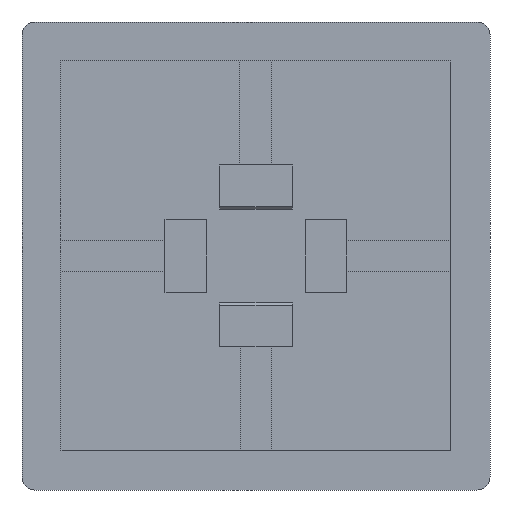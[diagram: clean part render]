
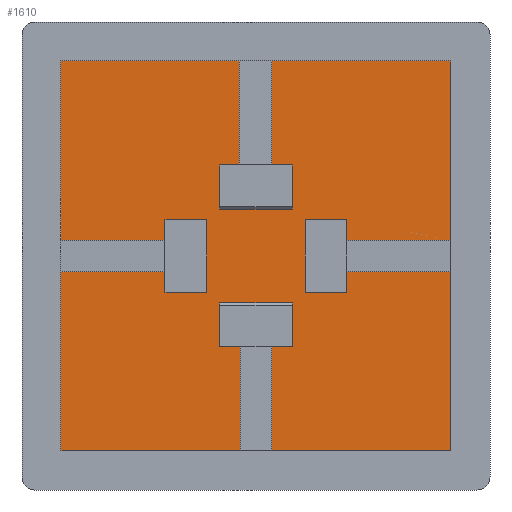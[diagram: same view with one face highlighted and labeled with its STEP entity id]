
A CAD part, front view. The second image highlights one B-rep face of the part: STEP entity #1610.
In plain terms, the highlighted planar face has unit normal (0, -1, 0).
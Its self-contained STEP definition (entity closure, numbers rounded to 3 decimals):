
#94=FACE_OUTER_BOUND('',#183,.T.);
#183=EDGE_LOOP('',(#1272,#1273,#1274,#1275,#1276,#1277,#1278,#1279,#1280,
#1281,#1282,#1283,#1284,#1285,#1286,#1287,#1288,#1289,#1290,#1291,#1292,
#1293,#1294,#1295,#1296,#1297,#1298,#1299,#1300,#1301,#1302,#1303,#1304,
#1305,#1306,#1307));
#313=LINE('',#2441,#524);
#317=LINE('',#2449,#528);
#320=LINE('',#2455,#531);
#324=LINE('',#2462,#535);
#326=LINE('',#2467,#537);
#330=LINE('',#2474,#541);
#331=LINE('',#2477,#542);
#335=LINE('',#2484,#546);
#336=LINE('',#2487,#547);
#337=LINE('',#2489,#548);
#338=LINE('',#2491,#549);
#339=LINE('',#2493,#550);
#340=LINE('',#2495,#551);
#341=LINE('',#2497,#552);
#342=LINE('',#2499,#553);
#343=LINE('',#2500,#554);
#344=LINE('',#2502,#555);
#345=LINE('',#2504,#556);
#346=LINE('',#2506,#557);
#347=LINE('',#2508,#558);
#348=LINE('',#2510,#559);
#349=LINE('',#2512,#560);
#350=LINE('',#2513,#561);
#351=LINE('',#2515,#562);
#352=LINE('',#2517,#563);
#353=LINE('',#2519,#564);
#354=LINE('',#2521,#565);
#355=LINE('',#2523,#566);
#356=LINE('',#2525,#567);
#357=LINE('',#2526,#568);
#358=LINE('',#2528,#569);
#359=LINE('',#2530,#570);
#360=LINE('',#2532,#571);
#361=LINE('',#2534,#572);
#362=LINE('',#2536,#573);
#363=LINE('',#2537,#574);
#524=VECTOR('',#1928,6.9);
#528=VECTOR('',#1932,6.9);
#531=VECTOR('',#1937,6.9);
#535=VECTOR('',#1941,6.9);
#537=VECTOR('',#1945,6.849);
#541=VECTOR('',#1949,6.9);
#542=VECTOR('',#1952,6.9);
#546=VECTOR('',#1956,6.9);
#547=VECTOR('',#1959,4.);
#548=VECTOR('',#1960,4.);
#549=VECTOR('',#1961,0.8);
#550=VECTOR('',#1962,1.6);
#551=VECTOR('',#1963,2.8);
#552=VECTOR('',#1964,1.6);
#553=VECTOR('',#1965,0.8);
#554=VECTOR('',#1966,4.);
#555=VECTOR('',#1967,4.);
#556=VECTOR('',#1968,0.8);
#557=VECTOR('',#1969,1.6);
#558=VECTOR('',#1970,2.8);
#559=VECTOR('',#1971,1.6);
#560=VECTOR('',#1972,0.749);
#561=VECTOR('',#1973,4.);
#562=VECTOR('',#1974,4.);
#563=VECTOR('',#1975,0.8);
#564=VECTOR('',#1976,1.6);
#565=VECTOR('',#1977,2.8);
#566=VECTOR('',#1978,1.6);
#567=VECTOR('',#1979,0.8);
#568=VECTOR('',#1980,4.);
#569=VECTOR('',#1981,4.);
#570=VECTOR('',#1982,0.8);
#571=VECTOR('',#1983,1.6);
#572=VECTOR('',#1984,2.8);
#573=VECTOR('',#1985,1.6);
#574=VECTOR('',#1986,0.8);
#719=VERTEX_POINT('',#2438);
#720=VERTEX_POINT('',#2440);
#723=VERTEX_POINT('',#2446);
#724=VERTEX_POINT('',#2448);
#725=VERTEX_POINT('',#2452);
#726=VERTEX_POINT('',#2454);
#729=VERTEX_POINT('',#2460);
#730=VERTEX_POINT('',#2464);
#731=VERTEX_POINT('',#2466);
#734=VERTEX_POINT('',#2472);
#735=VERTEX_POINT('',#2476);
#738=VERTEX_POINT('',#2482);
#739=VERTEX_POINT('',#2486);
#740=VERTEX_POINT('',#2488);
#741=VERTEX_POINT('',#2490);
#742=VERTEX_POINT('',#2492);
#743=VERTEX_POINT('',#2494);
#744=VERTEX_POINT('',#2496);
#745=VERTEX_POINT('',#2498);
#746=VERTEX_POINT('',#2501);
#747=VERTEX_POINT('',#2503);
#748=VERTEX_POINT('',#2505);
#749=VERTEX_POINT('',#2507);
#750=VERTEX_POINT('',#2509);
#751=VERTEX_POINT('',#2511);
#752=VERTEX_POINT('',#2514);
#753=VERTEX_POINT('',#2516);
#754=VERTEX_POINT('',#2518);
#755=VERTEX_POINT('',#2520);
#756=VERTEX_POINT('',#2522);
#757=VERTEX_POINT('',#2524);
#758=VERTEX_POINT('',#2527);
#759=VERTEX_POINT('',#2529);
#760=VERTEX_POINT('',#2531);
#761=VERTEX_POINT('',#2533);
#762=VERTEX_POINT('',#2535);
#909=EDGE_CURVE('',#720,#719,#313,.T.);
#913=EDGE_CURVE('',#724,#723,#317,.T.);
#916=EDGE_CURVE('',#726,#725,#320,.T.);
#920=EDGE_CURVE('',#719,#729,#324,.T.);
#922=EDGE_CURVE('',#731,#730,#326,.T.);
#926=EDGE_CURVE('',#725,#734,#330,.T.);
#927=EDGE_CURVE('',#735,#724,#331,.T.);
#931=EDGE_CURVE('',#730,#738,#335,.T.);
#932=EDGE_CURVE('',#720,#739,#336,.T.);
#933=EDGE_CURVE('',#729,#740,#337,.T.);
#934=EDGE_CURVE('',#741,#740,#338,.T.);
#935=EDGE_CURVE('',#741,#742,#339,.T.);
#936=EDGE_CURVE('',#743,#742,#340,.T.);
#937=EDGE_CURVE('',#743,#744,#341,.T.);
#938=EDGE_CURVE('',#745,#744,#342,.T.);
#939=EDGE_CURVE('',#726,#745,#343,.T.);
#940=EDGE_CURVE('',#734,#746,#344,.T.);
#941=EDGE_CURVE('',#747,#746,#345,.T.);
#942=EDGE_CURVE('',#747,#748,#346,.T.);
#943=EDGE_CURVE('',#749,#748,#347,.T.);
#944=EDGE_CURVE('',#749,#750,#348,.T.);
#945=EDGE_CURVE('',#751,#750,#349,.T.);
#946=EDGE_CURVE('',#731,#751,#350,.T.);
#947=EDGE_CURVE('',#738,#752,#351,.T.);
#948=EDGE_CURVE('',#753,#752,#352,.T.);
#949=EDGE_CURVE('',#753,#754,#353,.T.);
#950=EDGE_CURVE('',#755,#754,#354,.T.);
#951=EDGE_CURVE('',#755,#756,#355,.T.);
#952=EDGE_CURVE('',#757,#756,#356,.T.);
#953=EDGE_CURVE('',#735,#757,#357,.T.);
#954=EDGE_CURVE('',#723,#758,#358,.T.);
#955=EDGE_CURVE('',#759,#758,#359,.T.);
#956=EDGE_CURVE('',#759,#760,#360,.T.);
#957=EDGE_CURVE('',#761,#760,#361,.T.);
#958=EDGE_CURVE('',#761,#762,#362,.T.);
#959=EDGE_CURVE('',#739,#762,#363,.T.);
#1272=ORIENTED_EDGE('',*,*,#932,.F.);
#1273=ORIENTED_EDGE('',*,*,#909,.T.);
#1274=ORIENTED_EDGE('',*,*,#920,.T.);
#1275=ORIENTED_EDGE('',*,*,#933,.T.);
#1276=ORIENTED_EDGE('',*,*,#934,.F.);
#1277=ORIENTED_EDGE('',*,*,#935,.T.);
#1278=ORIENTED_EDGE('',*,*,#936,.F.);
#1279=ORIENTED_EDGE('',*,*,#937,.T.);
#1280=ORIENTED_EDGE('',*,*,#938,.F.);
#1281=ORIENTED_EDGE('',*,*,#939,.F.);
#1282=ORIENTED_EDGE('',*,*,#916,.T.);
#1283=ORIENTED_EDGE('',*,*,#926,.T.);
#1284=ORIENTED_EDGE('',*,*,#940,.T.);
#1285=ORIENTED_EDGE('',*,*,#941,.F.);
#1286=ORIENTED_EDGE('',*,*,#942,.T.);
#1287=ORIENTED_EDGE('',*,*,#943,.F.);
#1288=ORIENTED_EDGE('',*,*,#944,.T.);
#1289=ORIENTED_EDGE('',*,*,#945,.F.);
#1290=ORIENTED_EDGE('',*,*,#946,.F.);
#1291=ORIENTED_EDGE('',*,*,#922,.T.);
#1292=ORIENTED_EDGE('',*,*,#931,.T.);
#1293=ORIENTED_EDGE('',*,*,#947,.T.);
#1294=ORIENTED_EDGE('',*,*,#948,.F.);
#1295=ORIENTED_EDGE('',*,*,#949,.T.);
#1296=ORIENTED_EDGE('',*,*,#950,.F.);
#1297=ORIENTED_EDGE('',*,*,#951,.T.);
#1298=ORIENTED_EDGE('',*,*,#952,.F.);
#1299=ORIENTED_EDGE('',*,*,#953,.F.);
#1300=ORIENTED_EDGE('',*,*,#927,.T.);
#1301=ORIENTED_EDGE('',*,*,#913,.T.);
#1302=ORIENTED_EDGE('',*,*,#954,.T.);
#1303=ORIENTED_EDGE('',*,*,#955,.F.);
#1304=ORIENTED_EDGE('',*,*,#956,.T.);
#1305=ORIENTED_EDGE('',*,*,#957,.F.);
#1306=ORIENTED_EDGE('',*,*,#958,.T.);
#1307=ORIENTED_EDGE('',*,*,#959,.F.);
#1526=PLANE('',#1710);
#1610=ADVANCED_FACE('',(#94),#1526,.T.);
#1710=AXIS2_PLACEMENT_3D('',#2485,#1957,#1958);
#1928=DIRECTION('',(1.,0.,0.));
#1932=DIRECTION('',(1.,0.,0.));
#1937=DIRECTION('',(0.,0.,1.));
#1941=DIRECTION('',(0.,0.,1.));
#1945=DIRECTION('',(-1.,0.,0.));
#1949=DIRECTION('',(-1.,0.,0.));
#1952=DIRECTION('',(0.,0.,-1.));
#1956=DIRECTION('',(0.,0.,-1.));
#1957=DIRECTION('center_axis',(0.,-1.,0.));
#1958=DIRECTION('ref_axis',(-1.,0.,0.));
#1959=DIRECTION('',(0.,0.,1.));
#1960=DIRECTION('',(-1.,0.,0.));
#1961=DIRECTION('',(0.,0.,1.));
#1962=DIRECTION('',(-1.,0.,0.));
#1963=DIRECTION('',(0.,0.,-1.));
#1964=DIRECTION('',(1.,0.,0.));
#1965=DIRECTION('',(0.,0.,1.));
#1966=DIRECTION('',(-1.,0.,0.));
#1967=DIRECTION('',(0.,0.,-1.));
#1968=DIRECTION('',(-1.,0.,0.));
#1969=DIRECTION('',(0.,0.,-1.));
#1970=DIRECTION('',(1.,0.,0.));
#1971=DIRECTION('',(0.,0.,1.));
#1972=DIRECTION('',(-1.,0.,0.));
#1973=DIRECTION('',(0.,0.,-1.));
#1974=DIRECTION('',(1.,0.,0.));
#1975=DIRECTION('',(0.,0.,-1.));
#1976=DIRECTION('',(1.,0.,0.));
#1977=DIRECTION('',(0.,0.,1.));
#1978=DIRECTION('',(-1.,0.,0.));
#1979=DIRECTION('',(0.,0.,-1.));
#1980=DIRECTION('',(1.,0.,0.));
#1981=DIRECTION('',(0.,0.,1.));
#1982=DIRECTION('',(1.,0.,0.));
#1983=DIRECTION('',(0.,0.,1.));
#1984=DIRECTION('',(-1.,0.,0.));
#1985=DIRECTION('',(0.,0.,-1.));
#1986=DIRECTION('',(1.,0.,0.));
#2438=CARTESIAN_POINT('',(7.5,-2.,-7.5));
#2440=CARTESIAN_POINT('',(0.6,-2.,-7.5));
#2441=CARTESIAN_POINT('',(0.6,-2.,-7.5));
#2446=CARTESIAN_POINT('',(-0.6,-2.,-7.5));
#2448=CARTESIAN_POINT('',(-7.5,-2.,-7.5));
#2449=CARTESIAN_POINT('',(-7.5,-2.,-7.5));
#2452=CARTESIAN_POINT('',(7.5,-2.,7.5));
#2454=CARTESIAN_POINT('',(7.5,-2.,0.6));
#2455=CARTESIAN_POINT('',(7.5,-2.,0.6));
#2460=CARTESIAN_POINT('',(7.5,-2.,-0.6));
#2462=CARTESIAN_POINT('',(7.5,-2.,-7.5));
#2464=CARTESIAN_POINT('',(-7.5,-2.,7.5));
#2466=CARTESIAN_POINT('',(-0.651,-2.,7.5));
#2467=CARTESIAN_POINT('',(-0.651,-2.,7.5));
#2472=CARTESIAN_POINT('',(0.6,-2.,7.5));
#2474=CARTESIAN_POINT('',(7.5,-2.,7.5));
#2476=CARTESIAN_POINT('',(-7.5,-2.,-0.6));
#2477=CARTESIAN_POINT('',(-7.5,-2.,-0.6));
#2482=CARTESIAN_POINT('',(-7.5,-2.,0.6));
#2484=CARTESIAN_POINT('',(-7.5,-2.,7.5));
#2485=CARTESIAN_POINT('Origin',(0.,-2.,0.));
#2486=CARTESIAN_POINT('',(0.6,-2.,-3.5));
#2487=CARTESIAN_POINT('',(0.6,-2.,-7.5));
#2488=CARTESIAN_POINT('',(3.5,-2.,-0.6));
#2489=CARTESIAN_POINT('',(7.5,-2.,-0.6));
#2490=CARTESIAN_POINT('',(3.5,-2.,-1.4));
#2491=CARTESIAN_POINT('',(3.5,-2.,-1.4));
#2492=CARTESIAN_POINT('',(1.9,-2.,-1.4));
#2493=CARTESIAN_POINT('',(3.5,-2.,-1.4));
#2494=CARTESIAN_POINT('',(1.9,-2.,1.4));
#2495=CARTESIAN_POINT('',(1.9,-2.,1.4));
#2496=CARTESIAN_POINT('',(3.5,-2.,1.4));
#2497=CARTESIAN_POINT('',(1.9,-2.,1.4));
#2498=CARTESIAN_POINT('',(3.5,-2.,0.6));
#2499=CARTESIAN_POINT('',(3.5,-2.,0.6));
#2500=CARTESIAN_POINT('',(7.5,-2.,0.6));
#2501=CARTESIAN_POINT('',(0.6,-2.,3.5));
#2502=CARTESIAN_POINT('',(0.6,-2.,7.5));
#2503=CARTESIAN_POINT('',(1.4,-2.,3.5));
#2504=CARTESIAN_POINT('',(1.4,-2.,3.5));
#2505=CARTESIAN_POINT('',(1.4,-2.,1.9));
#2506=CARTESIAN_POINT('',(1.4,-2.,3.5));
#2507=CARTESIAN_POINT('',(-1.4,-2.,1.9));
#2508=CARTESIAN_POINT('',(-1.4,-2.,1.9));
#2509=CARTESIAN_POINT('',(-1.4,-2.,3.5));
#2510=CARTESIAN_POINT('',(-1.4,-2.,1.9));
#2511=CARTESIAN_POINT('',(-0.651,-2.,3.5));
#2512=CARTESIAN_POINT('',(-0.651,-2.,3.5));
#2513=CARTESIAN_POINT('',(-0.651,-2.,7.5));
#2514=CARTESIAN_POINT('',(-3.5,-2.,0.6));
#2515=CARTESIAN_POINT('',(-7.5,-2.,0.6));
#2516=CARTESIAN_POINT('',(-3.5,-2.,1.4));
#2517=CARTESIAN_POINT('',(-3.5,-2.,1.4));
#2518=CARTESIAN_POINT('',(-1.9,-2.,1.4));
#2519=CARTESIAN_POINT('',(-3.5,-2.,1.4));
#2520=CARTESIAN_POINT('',(-1.9,-2.,-1.4));
#2521=CARTESIAN_POINT('',(-1.9,-2.,-1.4));
#2522=CARTESIAN_POINT('',(-3.5,-2.,-1.4));
#2523=CARTESIAN_POINT('',(-1.9,-2.,-1.4));
#2524=CARTESIAN_POINT('',(-3.5,-2.,-0.6));
#2525=CARTESIAN_POINT('',(-3.5,-2.,-0.6));
#2526=CARTESIAN_POINT('',(-7.5,-2.,-0.6));
#2527=CARTESIAN_POINT('',(-0.6,-2.,-3.5));
#2528=CARTESIAN_POINT('',(-0.6,-2.,-7.5));
#2529=CARTESIAN_POINT('',(-1.4,-2.,-3.5));
#2530=CARTESIAN_POINT('',(-1.4,-2.,-3.5));
#2531=CARTESIAN_POINT('',(-1.4,-2.,-1.9));
#2532=CARTESIAN_POINT('',(-1.4,-2.,-3.5));
#2533=CARTESIAN_POINT('',(1.4,-2.,-1.9));
#2534=CARTESIAN_POINT('',(1.4,-2.,-1.9));
#2535=CARTESIAN_POINT('',(1.4,-2.,-3.5));
#2536=CARTESIAN_POINT('',(1.4,-2.,-1.9));
#2537=CARTESIAN_POINT('',(0.6,-2.,-3.5));
